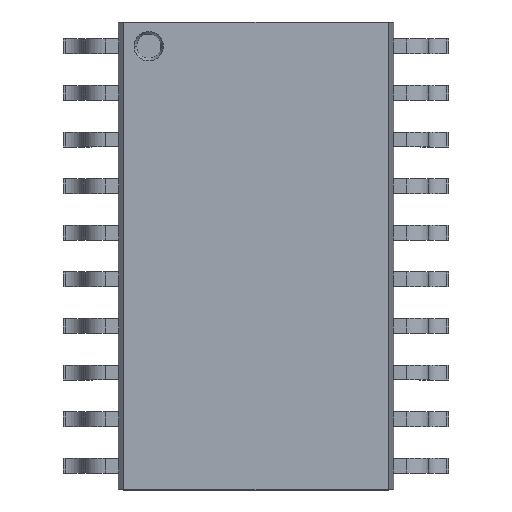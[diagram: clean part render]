
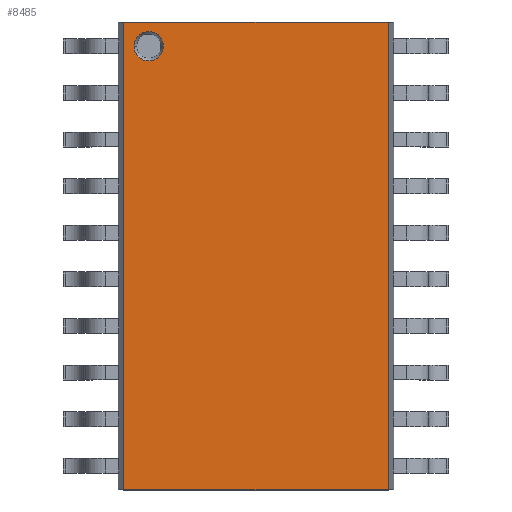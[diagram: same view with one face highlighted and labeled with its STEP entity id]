
A CAD part, top view. The second image highlights one B-rep face of the part: STEP entity #8485.
In plain terms, the highlighted planar face has unit normal (0, 0, 1).
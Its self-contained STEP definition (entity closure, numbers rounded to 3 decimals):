
#71 = VERTEX_POINT ( 'NONE', #8881 ) ;
#73 = EDGE_CURVE ( 'NONE', #77, #71, #8875, .T. ) ;
#77 = VERTEX_POINT ( 'NONE', #8918 ) ;
#173 = VERTEX_POINT ( 'NONE', #9162 ) ;
#174 = VERTEX_POINT ( 'NONE', #9161 ) ;
#191 = EDGE_CURVE ( 'NONE', #173, #174, #9198, .T. ) ;
#2755 = DIRECTION ( 'NONE',  ( 1., 0., 0. ) ) ;
#2756 = DIRECTION ( 'NONE',  ( 0., 0., 1. ) ) ;
#2757 = CARTESIAN_POINT ( 'NONE',  ( -2.923, 5.715, 2.5 ) ) ;
#2758 = AXIS2_PLACEMENT_3D ( 'NONE', #2757, #2756, #2755 ) ;
#2763 = CIRCLE ( 'NONE', #2758, 0.4 ) ;
#2777 = DIRECTION ( 'NONE',  ( -1., 0., 0. ) ) ;
#2778 = VECTOR ( 'NONE', #2777, 1000. ) ;
#2779 = CARTESIAN_POINT ( 'NONE',  ( -3.75, 6.375, 2.5 ) ) ;
#2780 = LINE ( 'NONE', #2779, #2778 ) ;
#2783 = DIRECTION ( 'NONE',  ( 1., 0., 0. ) ) ;
#2784 = VECTOR ( 'NONE', #2783, 1000. ) ;
#2785 = CARTESIAN_POINT ( 'NONE',  ( -3.75, -6.375, 2.5 ) ) ;
#2786 = LINE ( 'NONE', #2785, #2784 ) ;
#2885 = CARTESIAN_POINT ( 'NONE',  ( 3.6, 6.375, 2.5 ) ) ;
#2891 = CARTESIAN_POINT ( 'NONE',  ( 3.6, -6.375, 2.5 ) ) ;
#2892 = DIRECTION ( 'NONE',  ( 0., 1., 0. ) ) ;
#2893 = VECTOR ( 'NONE', #2892, 1000. ) ;
#2894 = CARTESIAN_POINT ( 'NONE',  ( 3.6, -6.376, 2.5 ) ) ;
#2895 = LINE ( 'NONE', #2894, #2893 ) ;
#3379 = FACE_OUTER_BOUND ( 'NONE', #8235, .T. ) ;
#3380 = FACE_BOUND ( 'NONE', #7949, .T. ) ;
#3420 = DIRECTION ( 'NONE',  ( -1., 0., 0. ) ) ;
#3421 = DIRECTION ( 'NONE',  ( 0., 0., -1. ) ) ;
#3422 = CARTESIAN_POINT ( 'NONE',  ( 3.75, 6.375, 2.5 ) ) ;
#3423 = AXIS2_PLACEMENT_3D ( 'NONE', #3422, #3421, #3420 ) ;
#3424 = PLANE ( 'NONE',  #3423 ) ;
#7949 = EDGE_LOOP ( 'NONE', ( #7954, #8234 ) ) ;
#7954 = ORIENTED_EDGE ( 'NONE', *, *, #8243, .F. ) ;
#8233 = ORIENTED_EDGE ( 'NONE', *, *, #191, .F. ) ;
#8234 = ORIENTED_EDGE ( 'NONE', *, *, #73, .F. ) ;
#8235 = EDGE_LOOP ( 'NONE', ( #8233, #8241, #8327, #8329 ) ) ;
#8241 = ORIENTED_EDGE ( 'NONE', *, *, #8255, .T. ) ;
#8243 = EDGE_CURVE ( 'NONE', #71, #77, #2763, .T. ) ;
#8255 = EDGE_CURVE ( 'NONE', #173, #8310, #2786, .T. ) ;
#8265 = EDGE_CURVE ( 'NONE', #8315, #174, #2780, .T. ) ;
#8309 = EDGE_CURVE ( 'NONE', #8310, #8315, #2895, .T. ) ;
#8310 = VERTEX_POINT ( 'NONE', #2891 ) ;
#8315 = VERTEX_POINT ( 'NONE', #2885 ) ;
#8327 = ORIENTED_EDGE ( 'NONE', *, *, #8309, .T. ) ;
#8329 = ORIENTED_EDGE ( 'NONE', *, *, #8265, .T. ) ;
#8485 = ADVANCED_FACE ( 'NONE', ( #3380, #3379 ), #3424, .F. ) ;
#8871 = DIRECTION ( 'NONE',  ( 1., 0., 0. ) ) ;
#8872 = DIRECTION ( 'NONE',  ( 0., 0., 1. ) ) ;
#8873 = CARTESIAN_POINT ( 'NONE',  ( -2.923, 5.715, 2.5 ) ) ;
#8874 = AXIS2_PLACEMENT_3D ( 'NONE', #8873, #8872, #8871 ) ;
#8875 = CIRCLE ( 'NONE', #8874, 0.4 ) ;
#8881 = CARTESIAN_POINT ( 'NONE',  ( -2.523, 5.715, 2.5 ) ) ;
#8918 = CARTESIAN_POINT ( 'NONE',  ( -3.323, 5.715, 2.5 ) ) ;
#9161 = CARTESIAN_POINT ( 'NONE',  ( -3.6, 6.375, 2.5 ) ) ;
#9162 = CARTESIAN_POINT ( 'NONE',  ( -3.6, -6.375, 2.5 ) ) ;
#9195 = DIRECTION ( 'NONE',  ( 0., 1., 0. ) ) ;
#9196 = VECTOR ( 'NONE', #9195, 1000. ) ;
#9197 = CARTESIAN_POINT ( 'NONE',  ( -3.6, -6.376, 2.5 ) ) ;
#9198 = LINE ( 'NONE', #9197, #9196 ) ;
